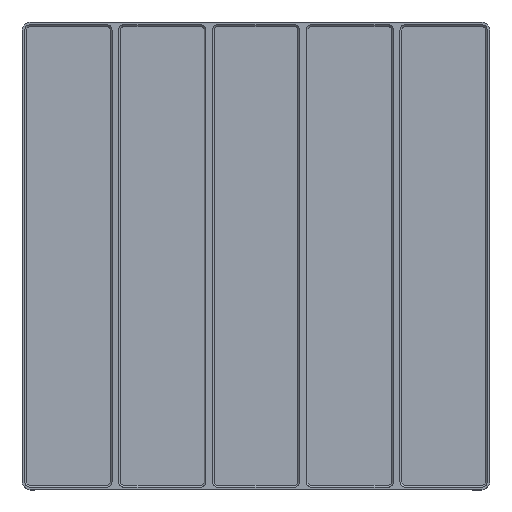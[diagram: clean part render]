
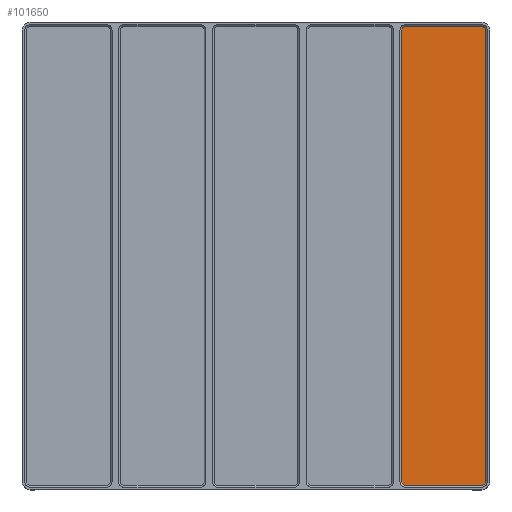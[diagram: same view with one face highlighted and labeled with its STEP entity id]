
A CAD part, top view. The second image highlights one B-rep face of the part: STEP entity #101650.
In plain terms, the highlighted planar face has unit normal (0, 0, 1).
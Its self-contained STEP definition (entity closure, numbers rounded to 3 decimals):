
#53800=CARTESIAN_POINT('',(254.25,290.15,7.));
#53810=VERTEX_POINT('',#53800);
#53840=CARTESIAN_POINT('',(254.25,257.,7.));
#53850=DIRECTION('',(0.,1.,0.));
#53860=VECTOR('',#53850,1.);
#53870=LINE('',#53840,#53860);
#53880=CARTESIAN_POINT('',(254.25,87.85,7.));
#53890=VERTEX_POINT('',#53880);
#53900=EDGE_CURVE('',#53890,#53810,#53870,.T.);
#58940=CARTESIAN_POINT('',(290.15,291.75,7.));
#58950=VERTEX_POINT('',#58940);
#58980=CARTESIAN_POINT('',(257.,291.75,7.));
#58990=DIRECTION('',(1.,0.,0.));
#59000=VECTOR('',#58990,1.);
#59010=LINE('',#58980,#59000);
#59020=CARTESIAN_POINT('',(255.85,291.75,7.));
#59030=VERTEX_POINT('',#59020);
#59040=EDGE_CURVE('',#59030,#58950,#59010,.T.);
#60420=CARTESIAN_POINT('',(255.85,290.15,7.));
#60430=DIRECTION('',(0.,0.,-1.));
#60440=DIRECTION('',(-1.,0.,0.));
#60450=AXIS2_PLACEMENT_3D('',#60420,#60430,#60440);
#60460=CIRCLE('',#60450,1.6);
#60470=EDGE_CURVE('',#53810,#59030,#60460,.T.);
#81040=CARTESIAN_POINT('',(291.75,290.15,7.));
#81050=VERTEX_POINT('',#81040);
#81080=CARTESIAN_POINT('',(290.15,290.15,7.));
#81090=DIRECTION('',(0.,0.,-1.));
#81100=DIRECTION('',(-1.,0.,0.));
#81110=AXIS2_PLACEMENT_3D('',#81080,#81090,#81100);
#81120=CIRCLE('',#81110,1.6);
#81130=EDGE_CURVE('',#58950,#81050,#81120,.T.);
#100710=CARTESIAN_POINT('',(255.85,87.85,7.));
#100720=DIRECTION('',(0.,0.,-1.));
#100730=DIRECTION('',(1.,0.,0.));
#100740=AXIS2_PLACEMENT_3D('',#100710,#100720,#100730);
#100750=CIRCLE('',#100740,1.6);
#100760=CARTESIAN_POINT('',(255.85,86.25,7.));
#100770=VERTEX_POINT('',#100760);
#100780=EDGE_CURVE('',#100770,#53890,#100750,.T.);
#101090=CARTESIAN_POINT('',(290.15,86.25,7.));
#101100=VERTEX_POINT('',#101090);
#101130=CARTESIAN_POINT('',(290.15,87.85,7.));
#101140=DIRECTION('',(0.,0.,-1.));
#101150=DIRECTION('',(1.,0.,0.));
#101160=AXIS2_PLACEMENT_3D('',#101130,#101140,#101150);
#101170=CIRCLE('',#101160,1.6);
#101180=CARTESIAN_POINT('',(291.75,87.85,7.));
#101190=VERTEX_POINT('',#101180);
#101200=EDGE_CURVE('',#101190,#101100,#101170,.T.);
#101400=CARTESIAN_POINT('',(273.,273.,7.));
#101410=DIRECTION('',(0.,0.,1.));
#101420=DIRECTION('',(1.,0.,0.));
#101430=AXIS2_PLACEMENT_3D('',#101400,#101410,#101420);
#101440=PLANE('',#101430);
#101450=ORIENTED_EDGE('',*,*,#60470,.F.);
#101460=ORIENTED_EDGE('',*,*,#59040,.F.);
#101470=ORIENTED_EDGE('',*,*,#81130,.F.);
#101480=CARTESIAN_POINT('',(291.75,121.,7.));
#101490=DIRECTION('',(0.,-1.,0.));
#101500=VECTOR('',#101490,1.);
#101510=LINE('',#101480,#101500);
#101520=EDGE_CURVE('',#81050,#101190,#101510,.T.);
#101530=ORIENTED_EDGE('',*,*,#101520,.F.);
#101540=ORIENTED_EDGE('',*,*,#101200,.F.);
#101550=CARTESIAN_POINT('',(289.,86.25,7.));
#101560=DIRECTION('',(-1.,0.,0.));
#101570=VECTOR('',#101560,1.);
#101580=LINE('',#101550,#101570);
#101590=EDGE_CURVE('',#101100,#100770,#101580,.T.);
#101600=ORIENTED_EDGE('',*,*,#101590,.F.);
#101610=ORIENTED_EDGE('',*,*,#100780,.F.);
#101620=ORIENTED_EDGE('',*,*,#53900,.F.);
#101630=EDGE_LOOP('',(#101620,#101610,#101600,#101540,#101530,#101470,
#101460,#101450));
#101640=FACE_OUTER_BOUND('',#101630,.T.);
#101650=ADVANCED_FACE('',(#101640),#101440,.T.);
